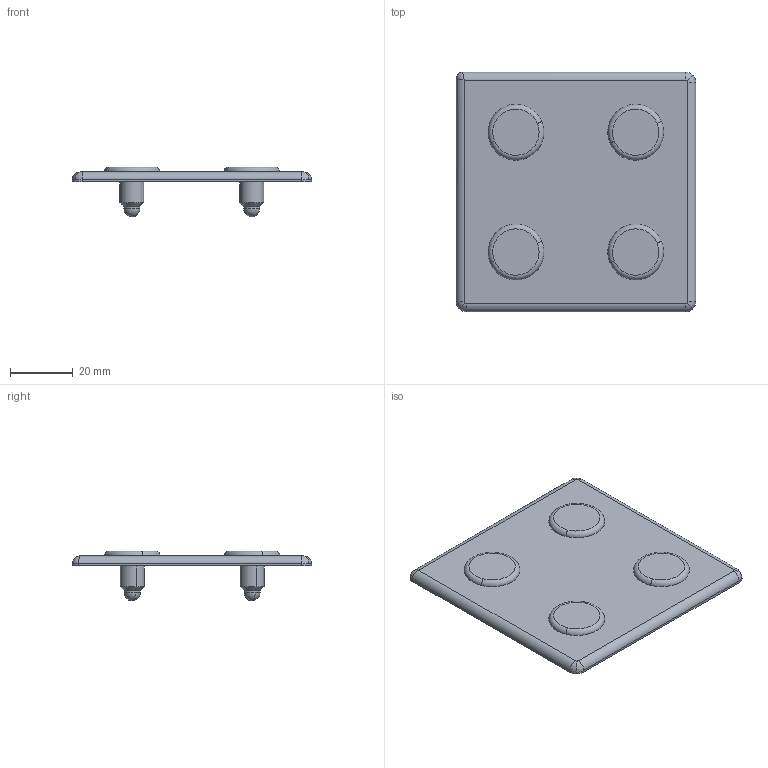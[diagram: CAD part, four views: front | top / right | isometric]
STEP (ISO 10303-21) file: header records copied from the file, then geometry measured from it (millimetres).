
FILE_DESCRIPTION (( 'STEP AP203' ), '1' );
FILE_NAME ('655045.SLDASM.step', '2003-10-13T11:33:55', ( 'Jerry Winters' ), ( 'GoEngineer' ), 'SwSTEP 2.0', 'SolidWorks 2003174', '' );
FILE_SCHEMA (( 'CONFIG_CONTROL_DESIGN' ));
Length unit declared in the file: inch
Products named in the file (3): 655045.SLDASM; 651090; TSLOT ENDCAPS_3030_655045
Assembly tree (5 placements, depth 2):
  655045.SLDASM
    651090  x4
    TSLOT ENDCAPS_3030_655045
Bounding box: 76.2 x 76.2 x 15.81 mm (x, y, z)
Volume: 20397.6 mm3; surface area: 15504.9 mm2
Topology: 5 solids, 5 shells, 89 faces, 201 edges, 121 vertices
Faces by surface type: cylinder 32, plane 18, cone 16, sphere 8, torus 8, bspline 7
Entity records: 4358 total; most frequent: CARTESIAN_POINT 2986, DIRECTION 218, ORIENTED_EDGE 200, EDGE_CURVE 100, AXIS2_PLACEMENT_3D 91, VERTEX_POINT 62, EDGE_LOOP 54, CIRCLE 46
